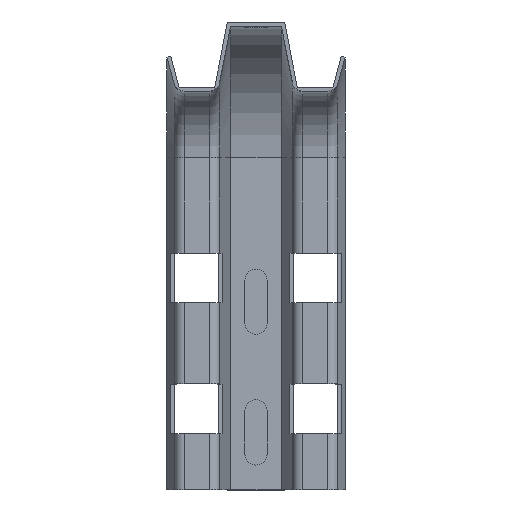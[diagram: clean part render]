
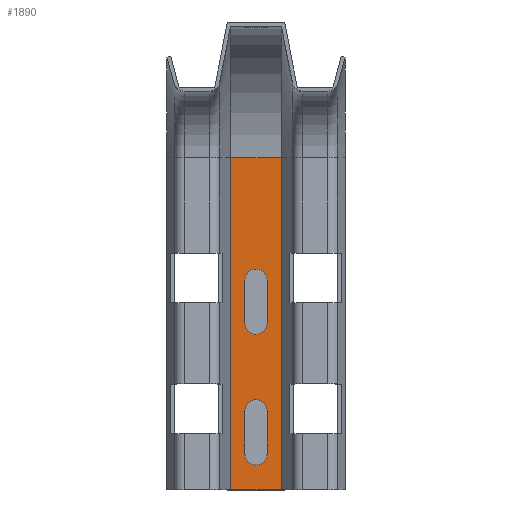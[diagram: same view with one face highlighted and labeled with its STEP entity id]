
A CAD part, top view. The second image highlights one B-rep face of the part: STEP entity #1890.
In plain terms, the highlighted planar face has unit normal (0, 0, 1).
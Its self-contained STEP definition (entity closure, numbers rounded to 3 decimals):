
#68=FACE_OUTER_BOUND('',#170,.T.);
#170=EDGE_LOOP('',(#1293,#1294,#1295,#1296));
#348=LINE('',#2794,#572);
#349=LINE('',#2798,#573);
#350=LINE('',#2800,#574);
#351=LINE('',#2801,#575);
#572=VECTOR('',#2221,1.);
#573=VECTOR('',#2226,1.);
#574=VECTOR('',#2227,1.);
#575=VECTOR('',#2228,1.);
#803=VERTEX_POINT('',#2791);
#804=VERTEX_POINT('',#2793);
#805=VERTEX_POINT('',#2797);
#806=VERTEX_POINT('',#2799);
#997=EDGE_CURVE('',#803,#804,#348,.T.);
#999=EDGE_CURVE('',#805,#803,#349,.T.);
#1000=EDGE_CURVE('',#805,#806,#350,.T.);
#1001=EDGE_CURVE('',#806,#804,#351,.T.);
#1293=ORIENTED_EDGE('',*,*,#999,.F.);
#1294=ORIENTED_EDGE('',*,*,#1000,.T.);
#1295=ORIENTED_EDGE('',*,*,#1001,.T.);
#1296=ORIENTED_EDGE('',*,*,#997,.F.);
#1823=PLANE('',#2019);
#1890=ADVANCED_FACE('',(#68),#1823,.T.);
#2019=AXIS2_PLACEMENT_3D('',#2796,#2224,#2225);
#2221=DIRECTION('',(1.,0.,0.));
#2224=DIRECTION('center_axis',(0.,0.,
1.));
#2225=DIRECTION('ref_axis',(1.,0.,0.));
#2226=DIRECTION('',(0.,1.,0.));
#2227=DIRECTION('',(1.,0.,0.));
#2228=DIRECTION('',(0.,1.,0.));
#2791=CARTESIAN_POINT('',(151.954,73.417,-40.783));
#2793=CARTESIAN_POINT('',(171.427,73.417,-40.783));
#2794=CARTESIAN_POINT('',(151.954,73.417,-40.783));
#2796=CARTESIAN_POINT('Origin',(151.954,-53.583,-40.783));
#2797=CARTESIAN_POINT('',(151.954,-53.583,-40.783));
#2798=CARTESIAN_POINT('',(151.954,-53.583,-40.783));
#2799=CARTESIAN_POINT('',(171.427,-53.583,-40.783));
#2800=CARTESIAN_POINT('',(151.954,-53.583,-40.783));
#2801=CARTESIAN_POINT('',(171.427,-53.583,-40.783));
